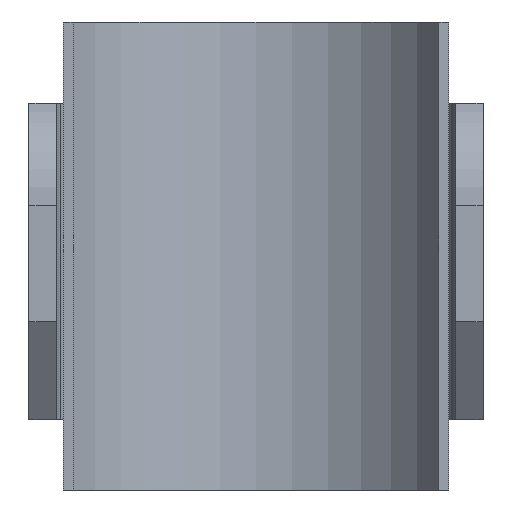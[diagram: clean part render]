
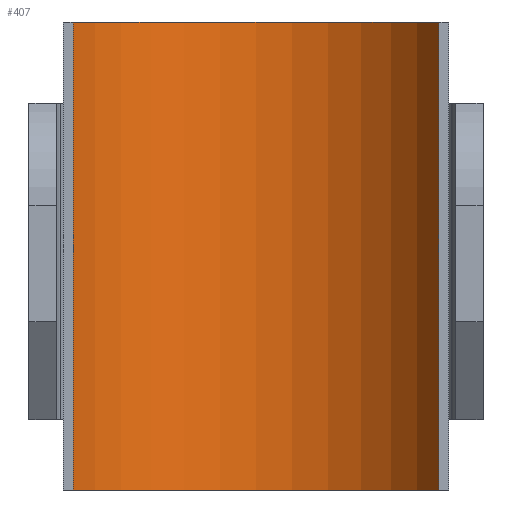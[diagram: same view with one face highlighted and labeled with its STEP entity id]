
A CAD part, front view. The second image highlights one B-rep face of the part: STEP entity #407.
In plain terms, the highlighted cylindrical face has radius 15.5 mm (diameter 31 mm), a partial arc.
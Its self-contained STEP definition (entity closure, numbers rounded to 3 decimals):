
#137 = EDGE_CURVE ( 'NONE', #1339, #5935, #954, .T. ) ;
#225 = EDGE_CURVE ( 'NONE', #5935, #3226, #1619, .T. ) ;
#366 = CARTESIAN_POINT ( 'NONE',  ( 0., -15.5, -17. ) ) ;
#407 = ADVANCED_FACE ( 'NONE', ( #1691 ), #2801, .F. ) ;
#506 = DIRECTION ( 'NONE',  ( -1., 0., 0. ) ) ;
#542 = CARTESIAN_POINT ( 'NONE',  ( 13.276, -7.5, -17. ) ) ;
#625 = CARTESIAN_POINT ( 'NONE',  ( 0., -15.5, 17. ) ) ;
#676 = AXIS2_PLACEMENT_3D ( 'NONE', #366, #3633, #817 ) ;
#817 = DIRECTION ( 'NONE',  ( 1., 0., 0. ) ) ;
#870 = ORIENTED_EDGE ( 'NONE', *, *, #137, .T. ) ;
#920 = CIRCLE ( 'NONE', #3417, 15.5 ) ;
#954 = LINE ( 'NONE', #5439, #2213 ) ;
#1088 = DIRECTION ( 'NONE',  ( 1., 0., 0. ) ) ;
#1100 = EDGE_CURVE ( 'NONE', #4689, #3226, #3967, .T. ) ;
#1331 = CARTESIAN_POINT ( 'NONE',  ( 13.276, -7.5, 17. ) ) ;
#1339 = VERTEX_POINT ( 'NONE', #4772 ) ;
#1535 = ORIENTED_EDGE ( 'NONE', *, *, #4385, .F. ) ;
#1619 = CIRCLE ( 'NONE', #676, 15.5 ) ;
#1691 = FACE_OUTER_BOUND ( 'NONE', #5448, .T. ) ;
#2213 = VECTOR ( 'NONE', #4503, 1000. ) ;
#2452 = DIRECTION ( 'NONE',  ( 0., 0., -1. ) ) ;
#2801 = CYLINDRICAL_SURFACE ( 'NONE', #4752, 15.5 ) ;
#3104 = ORIENTED_EDGE ( 'NONE', *, *, #1100, .F. ) ;
#3226 = VERTEX_POINT ( 'NONE', #542 ) ;
#3417 = AXIS2_PLACEMENT_3D ( 'NONE', #625, #3906, #1088 ) ;
#3532 = CARTESIAN_POINT ( 'NONE',  ( -13.276, -7.5, -17. ) ) ;
#3633 = DIRECTION ( 'NONE',  ( 0., 0., -1. ) ) ;
#3773 = CARTESIAN_POINT ( 'NONE',  ( 0., -15.5, 17. ) ) ;
#3810 = VECTOR ( 'NONE', #2452, 1000. ) ;
#3906 = DIRECTION ( 'NONE',  ( 0., 0., -1. ) ) ;
#3967 = LINE ( 'NONE', #4786, #3810 ) ;
#4385 = EDGE_CURVE ( 'NONE', #1339, #4689, #920, .T. ) ;
#4503 = DIRECTION ( 'NONE',  ( 0., 0., -1. ) ) ;
#4689 = VERTEX_POINT ( 'NONE', #1331 ) ;
#4752 = AXIS2_PLACEMENT_3D ( 'NONE', #3773, #5155, #506 ) ;
#4772 = CARTESIAN_POINT ( 'NONE',  ( -13.276, -7.5, 17. ) ) ;
#4786 = CARTESIAN_POINT ( 'NONE',  ( 13.276, -7.5, 17. ) ) ;
#4971 = ORIENTED_EDGE ( 'NONE', *, *, #225, .T. ) ;
#5155 = DIRECTION ( 'NONE',  ( 0., 0., -1. ) ) ;
#5439 = CARTESIAN_POINT ( 'NONE',  ( -13.276, -7.5, 17. ) ) ;
#5448 = EDGE_LOOP ( 'NONE', ( #4971, #3104, #1535, #870 ) ) ;
#5935 = VERTEX_POINT ( 'NONE', #3532 ) ;
